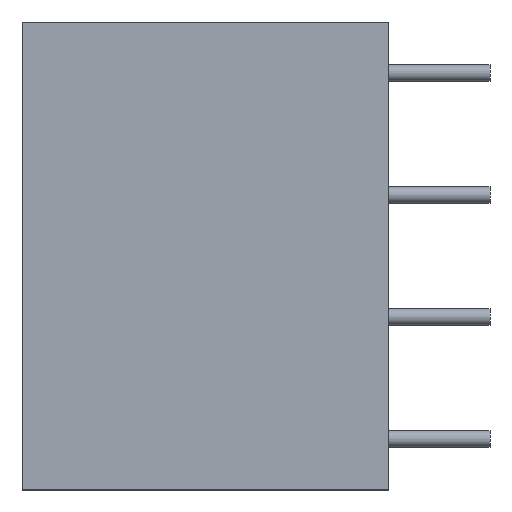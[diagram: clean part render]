
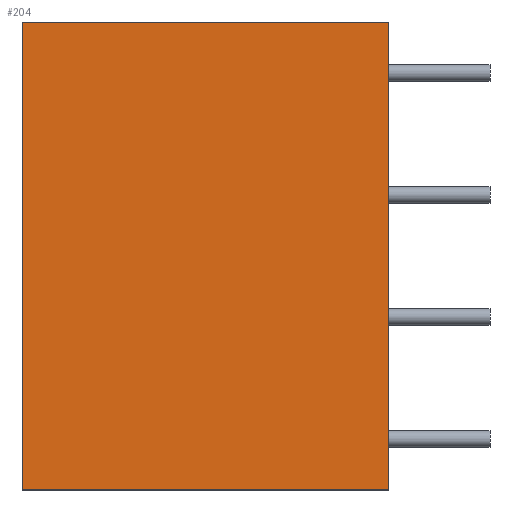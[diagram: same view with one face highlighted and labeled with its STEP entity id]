
A CAD part, left-side view. The second image highlights one B-rep face of the part: STEP entity #204.
In plain terms, the highlighted planar face has unit normal (-1, 0, 0).
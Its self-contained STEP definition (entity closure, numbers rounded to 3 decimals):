
#34 = ORIENTED_EDGE ( 'NONE', *, *, #408, .F. ) ;
#100 = LINE ( 'NONE', #815, #235 ) ;
#148 = ORIENTED_EDGE ( 'NONE', *, *, #149, .T. ) ;
#149 = EDGE_CURVE ( 'NONE', #600, #1095, #260, .T. ) ;
#164 = DIRECTION ( 'NONE',  ( 1., 0., 0. ) ) ;
#181 = VECTOR ( 'NONE', #1144, 1000. ) ;
#204 = ADVANCED_FACE ( 'NONE', ( #865 ), #361, .F. ) ;
#208 = CARTESIAN_POINT ( 'NONE',  ( -19., -9., -11.5 ) ) ;
#223 = AXIS2_PLACEMENT_3D ( 'NONE', #1028, #164, #870 ) ;
#235 = VECTOR ( 'NONE', #249, 1000. ) ;
#249 = DIRECTION ( 'NONE',  ( 0., -1., 0. ) ) ;
#260 = LINE ( 'NONE', #265, #994 ) ;
#265 = CARTESIAN_POINT ( 'NONE',  ( -19., -9., -11.5 ) ) ;
#290 = EDGE_CURVE ( 'NONE', #613, #1095, #991, .T. ) ;
#339 = LINE ( 'NONE', #1061, #948 ) ;
#361 = PLANE ( 'NONE',  #223 ) ;
#368 = ORIENTED_EDGE ( 'NONE', *, *, #680, .T. ) ;
#408 = EDGE_CURVE ( 'NONE', #967, #613, #339, .T. ) ;
#431 = CARTESIAN_POINT ( 'NONE',  ( -19., 9., 11.5 ) ) ;
#512 = DIRECTION ( 'NONE',  ( 0., 0., 1. ) ) ;
#513 = CARTESIAN_POINT ( 'NONE',  ( -19., -9., 11.5 ) ) ;
#600 = VERTEX_POINT ( 'NONE', #208 ) ;
#613 = VERTEX_POINT ( 'NONE', #1232 ) ;
#632 = CARTESIAN_POINT ( 'NONE',  ( -19., 9., -11.5 ) ) ;
#647 = ORIENTED_EDGE ( 'NONE', *, *, #290, .F. ) ;
#680 = EDGE_CURVE ( 'NONE', #967, #600, #100, .T. ) ;
#815 = CARTESIAN_POINT ( 'NONE',  ( -19., 9., -11.5 ) ) ;
#865 = FACE_OUTER_BOUND ( 'NONE', #928, .T. ) ;
#870 = DIRECTION ( 'NONE',  ( 0., 0., -1. ) ) ;
#928 = EDGE_LOOP ( 'NONE', ( #148, #647, #34, #368 ) ) ;
#948 = VECTOR ( 'NONE', #512, 1000. ) ;
#967 = VERTEX_POINT ( 'NONE', #632 ) ;
#991 = LINE ( 'NONE', #431, #181 ) ;
#994 = VECTOR ( 'NONE', #1031, 1000. ) ;
#1028 = CARTESIAN_POINT ( 'NONE',  ( -19., 9., -11.5 ) ) ;
#1031 = DIRECTION ( 'NONE',  ( 0., 0., 1. ) ) ;
#1061 = CARTESIAN_POINT ( 'NONE',  ( -19., 9., -11.5 ) ) ;
#1095 = VERTEX_POINT ( 'NONE', #513 ) ;
#1144 = DIRECTION ( 'NONE',  ( 0., -1., 0. ) ) ;
#1232 = CARTESIAN_POINT ( 'NONE',  ( -19., 9., 11.5 ) ) ;
